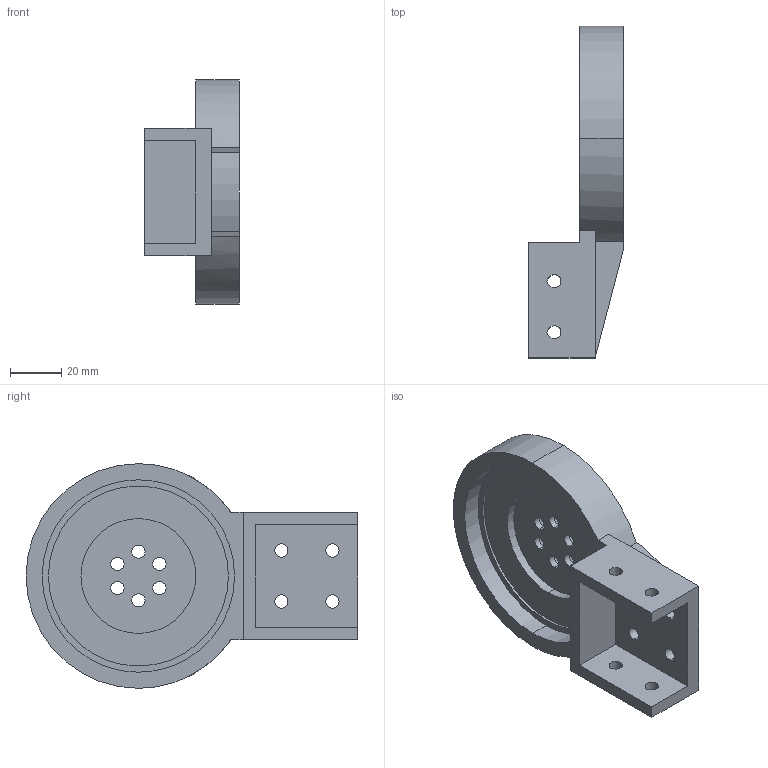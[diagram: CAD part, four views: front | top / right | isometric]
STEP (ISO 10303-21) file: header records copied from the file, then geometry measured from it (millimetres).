
FILE_DESCRIPTION (( 'STEP AP214' ), '1' );
FILE_NAME ('gearOutput.STEP', '2022-09-11T03:13:23', ( '' ), ( '' ), 'SwSTEP 2.0', 'SolidWorks 2020', '' );
FILE_SCHEMA (( 'AUTOMOTIVE_DESIGN' ));
Length unit declared in the file: millimetre
Products named in the file (1): gearOutput
Bounding box: 37 x 130 x 88 mm (x, y, z)
Volume: 85675.6 mm3; surface area: 31617.6 mm2
Topology: 1 solids, 1 shells, 111 faces, 296 edges, 196 vertices
Faces by surface type: plane 73, cylinder 38
Entity records: 3546 total; most frequent: CARTESIAN_POINT 604, DIRECTION 598, ORIENTED_EDGE 592, EDGE_CURVE 296, LINE 218, VECTOR 218, VERTEX_POINT 196, AXIS2_PLACEMENT_3D 190
